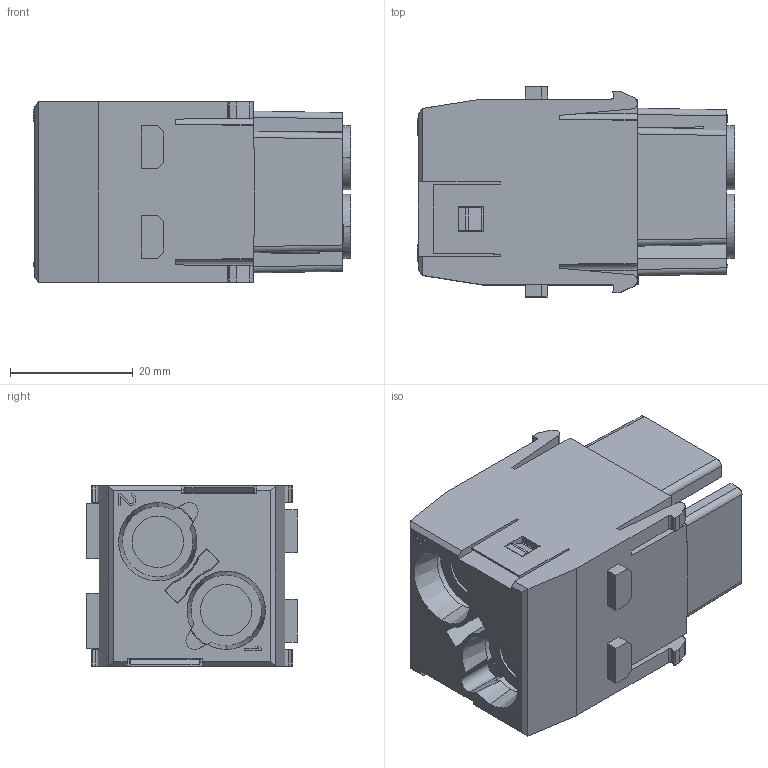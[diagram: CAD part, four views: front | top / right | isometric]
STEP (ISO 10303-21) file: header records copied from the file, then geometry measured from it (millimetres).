
FILE_DESCRIPTION((''),'2;1');
FILE_NAME('3D_1290020210101_H2MK-002_1-F_1','2017-06-07T',('tl.yang'),(''),'PRO/ENGINEER BY PARAMETRIC TECHNOLOGY CORPORATION, 2011500','PRO/ENGINEER BY PARAMETRIC TECHNOLOGY CORPORATION, 2011500','');
FILE_SCHEMA(('CONFIG_CONTROL_DESIGN'));
Length unit declared in the file: millimetre
Products named in the file (1): 3D_1290020210101_H2MK-002_1-F_1
Bounding box: 51.75 x 34.3 x 29.4 mm (x, y, z)
Volume: 29083.4 mm3; surface area: 24054.7 mm2
Topology: 1 solids, 1 shells, 577 faces, 1610 edges, 1066 vertices
Faces by surface type: plane 371, cylinder 101, cone 75, torus 22, bspline 8
Entity records: 19372 total; most frequent: CARTESIAN_POINT 4597, ORIENTED_EDGE 3220, DIRECTION 2897, EDGE_CURVE 1610, VERTEX_POINT 1066, VECTOR 999, LINE 999, AXIS2_PLACEMENT_3D 949
